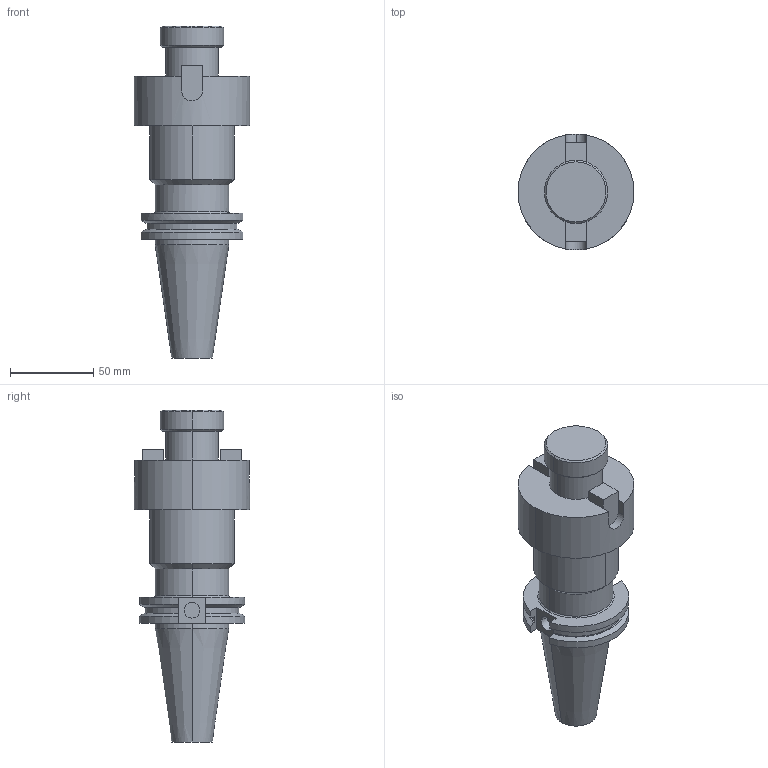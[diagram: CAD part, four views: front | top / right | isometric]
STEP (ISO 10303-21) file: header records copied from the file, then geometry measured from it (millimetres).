
FILE_DESCRIPTION (( 'STEP AP203' ), '1' );
FILE_NAME ('STP-22715-4.STEP', '2017-01-23T01:51:58', ( '' ), ( '' ), 'SwSTEP 2.0', 'SolidWorks 2015', '' );
FILE_SCHEMA (( 'CONFIG_CONTROL_DESIGN' ));
Length unit declared in the file: millimetre
Products named in the file (1): STP-22715-4
Bounding box: 69.85 x 69.85 x 200 mm (x, y, z)
Volume: 347131.3 mm3; surface area: 46575.4 mm2
Topology: 4 solids, 4 shells, 86 faces, 203 edges, 130 vertices
Faces by surface type: plane 37, cylinder 31, cone 15, bspline 3
Entity records: 2905 total; most frequent: CARTESIAN_POINT 836, DIRECTION 428, ORIENTED_EDGE 402, EDGE_CURVE 201, AXIS2_PLACEMENT_3D 160, VERTEX_POINT 130, LINE 108, VECTOR 108
